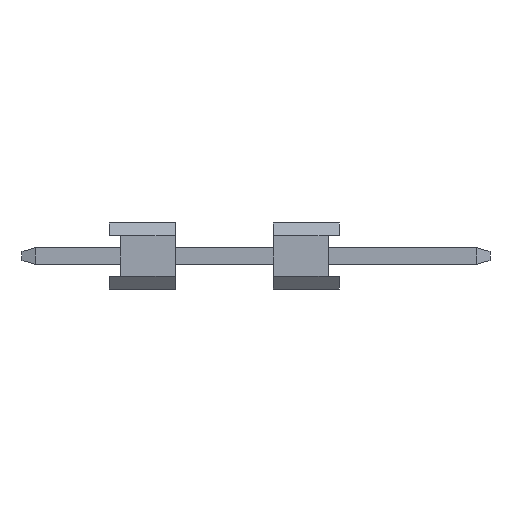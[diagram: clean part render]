
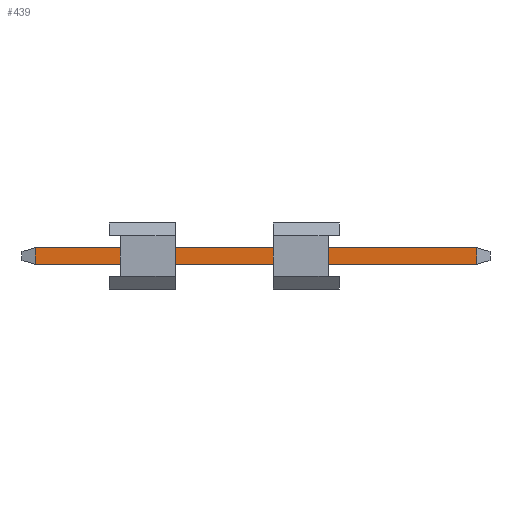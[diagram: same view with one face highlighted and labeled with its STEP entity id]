
A CAD part, left-side view. The second image highlights one B-rep face of the part: STEP entity #439.
In plain terms, the highlighted planar face has unit normal (-1, 0, 0).
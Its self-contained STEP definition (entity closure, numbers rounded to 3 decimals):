
#439=ADVANCED_FACE('',(#1375),#907,.F.);
#907=PLANE('',#9352);
#1375=FACE_OUTER_BOUND('',#1923,.T.);
#1923=EDGE_LOOP('',(#3275,#3276,#3277,#3278));
#3275=ORIENTED_EDGE('',*,*,#6024,.T.);
#3276=ORIENTED_EDGE('',*,*,#6026,.T.);
#3277=ORIENTED_EDGE('',*,*,#6027,.F.);
#3278=ORIENTED_EDGE('',*,*,#6028,.T.);
#5063=VERTEX_POINT('',#13039);
#5064=VERTEX_POINT('',#13041);
#5065=VERTEX_POINT('',#13045);
#5066=VERTEX_POINT('',#13047);
#6024=EDGE_CURVE('',#5064,#5063,#7240,.T.);
#6026=EDGE_CURVE('',#5063,#5065,#7242,.T.);
#6027=EDGE_CURVE('',#5066,#5065,#7243,.T.);
#6028=EDGE_CURVE('',#5066,#5064,#7244,.T.);
#7240=LINE('',#13040,#8424);
#7242=LINE('',#13044,#8426);
#7243=LINE('',#13046,#8427);
#7244=LINE('',#13048,#8428);
#8424=VECTOR('',#10629,1.);
#8426=VECTOR('',#10633,1.);
#8427=VECTOR('',#10634,1.);
#8428=VECTOR('',#10635,1.);
#9352=AXIS2_PLACEMENT_3D('',#13049,#10636,#10637);
#10629=DIRECTION('',(0.,-1.,0.));
#10633=DIRECTION('',(0.,0.,1.));
#10634=DIRECTION('',(0.,-1.,0.));
#10635=DIRECTION('',(0.,0.,-1.));
#10636=DIRECTION('',(1.,0.,0.));
#10637=DIRECTION('',(0.,0.,-1.));
#13039=CARTESIAN_POINT('',(-4.192,-5.953,-0.318));
#13040=CARTESIAN_POINT('',(-4.192,11.247,-0.318));
#13041=CARTESIAN_POINT('',(-4.192,10.747,-0.318));
#13044=CARTESIAN_POINT('',(-4.192,-5.953,-0.308));
#13045=CARTESIAN_POINT('',(-4.192,-5.953,0.318));
#13046=CARTESIAN_POINT('',(-4.192,8.647,0.318));
#13047=CARTESIAN_POINT('',(-4.192,10.747,0.318));
#13048=CARTESIAN_POINT('',(-4.192,10.747,-0.318));
#13049=CARTESIAN_POINT('',(-4.192,11.247,-0.308));
